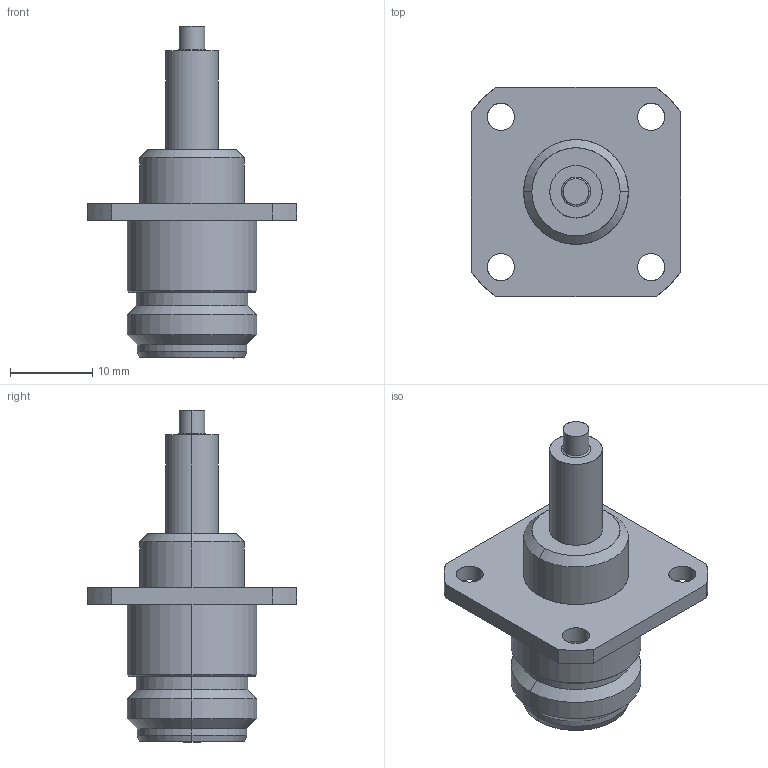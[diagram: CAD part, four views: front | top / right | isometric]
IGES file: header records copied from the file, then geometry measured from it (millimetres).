
Start section: SolidWorks IGES file using analytic representation for surfaces
Global section: file name: R161.281.000C.IGS; native system: SolidWorks 2014; preprocessor: SolidWorks 2014; author: RAYMOND_G; date: 150210.151926; units: millimetre
Bounding box: 25.4 x 25.4 x 40.28 mm (x, y, z)
Surface area: 3093.2 mm2 (no closed solid volume)
Topology: 0 solids, 0 shells, 81 faces, 1064 edges, 1064 vertices
Faces by surface type: revolution 56, bspline 25
